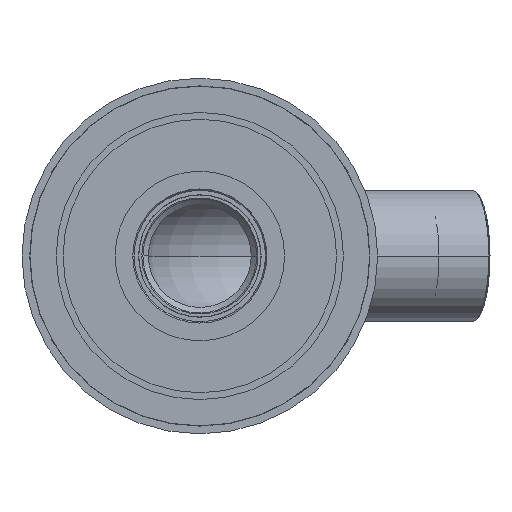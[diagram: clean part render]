
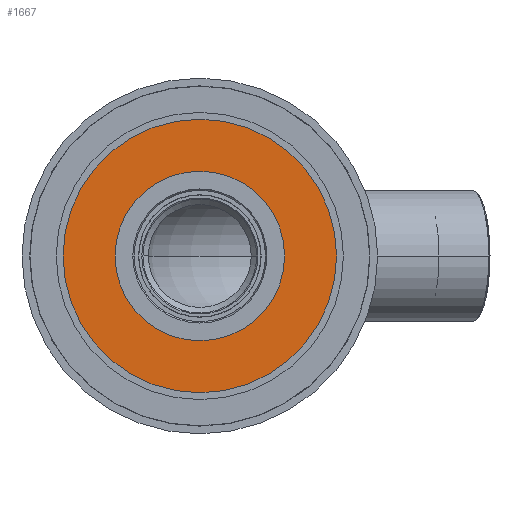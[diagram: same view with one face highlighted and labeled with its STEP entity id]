
A CAD part, left-side view. The second image highlights one B-rep face of the part: STEP entity #1667.
In plain terms, the highlighted face is planar.
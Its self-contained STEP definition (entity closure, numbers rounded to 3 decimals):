
#1252=CARTESIAN_POINT('',(0.,0.,-3.8));
#1253=DIRECTION('',(0.,0.,1.));
#1254=DIRECTION('',(-1.,0.,0.));
#1255=AXIS2_PLACEMENT_3D('',#1252,#1253,#1254);
#1257=CARTESIAN_POINT('',(0.,0.,-3.8));
#1258=DIRECTION('',(0.,0.,1.));
#1259=DIRECTION('',(1.,0.,0.));
#1260=AXIS2_PLACEMENT_3D('',#1257,#1258,#1259);
#1262=CARTESIAN_POINT('',(0.,0.,-3.8));
#1263=DIRECTION('',(0.,0.,-1.));
#1264=DIRECTION('',(-1.,0.,0.));
#1265=AXIS2_PLACEMENT_3D('',#1262,#1263,#1264);
#1275=CARTESIAN_POINT('',(0.,0.,-3.8));
#1276=DIRECTION('',(0.,0.,1.));
#1277=DIRECTION('',(-1.,0.,0.));
#1278=AXIS2_PLACEMENT_3D('',#1275,#1276,#1277);
#1390=CARTESIAN_POINT('',(-15.5,0.,-3.8));
#1392=VERTEX_POINT('',#1390);
#1406=CARTESIAN_POINT('',(15.5,0.,-3.8));
#1408=VERTEX_POINT('',#1406);
#1442=CARTESIAN_POINT('',(-25.,0.,-3.8));
#1443=CARTESIAN_POINT('',(25.,0.,-3.8));
#1444=VERTEX_POINT('',#1442);
#1445=VERTEX_POINT('',#1443);
#1651=CARTESIAN_POINT('',(0.,0.,-3.8));
#1652=DIRECTION('',(0.,0.,-1.));
#1653=DIRECTION('',(1.,0.,0.));
#1654=AXIS2_PLACEMENT_3D('',#1651,#1652,#1653);
#1655=PLANE('',#1654);
#1656=ORIENTED_EDGE('',*,*,#1641,.F.);
#1658=ORIENTED_EDGE('',*,*,#1657,.F.);
#1659=EDGE_LOOP('',(#1656,#1658));
#1660=FACE_OUTER_BOUND('',#1659,.F.);
#1662=ORIENTED_EDGE('',*,*,#1661,.F.);
#1664=ORIENTED_EDGE('',*,*,#1663,.T.);
#1665=EDGE_LOOP('',(#1662,#1664));
#1666=FACE_BOUND('',#1665,.F.);
#1667=ADVANCED_FACE('',(#1660,#1666),#1655,.F.);
#1256=CIRCLE('',#1255,25.);
#1261=CIRCLE('',#1260,25.);
#1266=CIRCLE('',#1265,15.5);
#1279=CIRCLE('',#1278,15.5);
#1641=EDGE_CURVE('',#1444,#1445,#1256,.T.);
#1657=EDGE_CURVE('',#1445,#1444,#1261,.T.);
#1661=EDGE_CURVE('',#1392,#1408,#1266,.T.);
#1663=EDGE_CURVE('',#1392,#1408,#1279,.T.);
